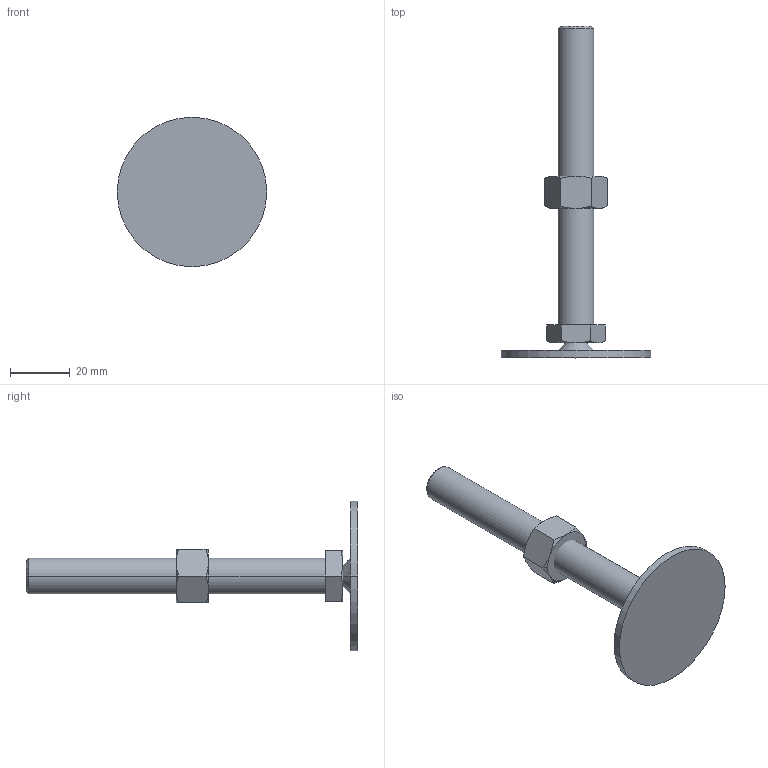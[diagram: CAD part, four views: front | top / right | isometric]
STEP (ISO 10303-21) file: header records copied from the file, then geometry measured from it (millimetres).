
FILE_DESCRIPTION(('STEP AP214'),'1');
FILE_NAME('HALDERN_EH_22593_0105.stp','2020-02-28T09:44:28',('TraceParts'),('TraceParts S.A.'),'Spatial InterOp 3D',' ',' ');
FILE_SCHEMA(('AUTOMOTIVE_DESIGN { 1 0 10303 214 1 1 1 1 }'));
Length unit declared in the file: millimetre
Products named in the file (1): HALDERN_EH_22593_0105_1
Bounding box: 50 x 111 x 50 mm (x, y, z)
Volume: 20897.8 mm3; surface area: 10148.9 mm2
Topology: 3 solids, 3 shells, 52 faces, 106 edges, 62 vertices
Faces by surface type: cone 28, plane 20, cylinder 4
Entity records: 1816 total; most frequent: CARTESIAN_POINT 367, DIRECTION 218, ORIENTED_EDGE 212, EDGE_CURVE 106, AXIS2_PLACEMENT_3D 93, VERTEX_POINT 62, EDGE_LOOP 54, STYLED_ITEM 52
